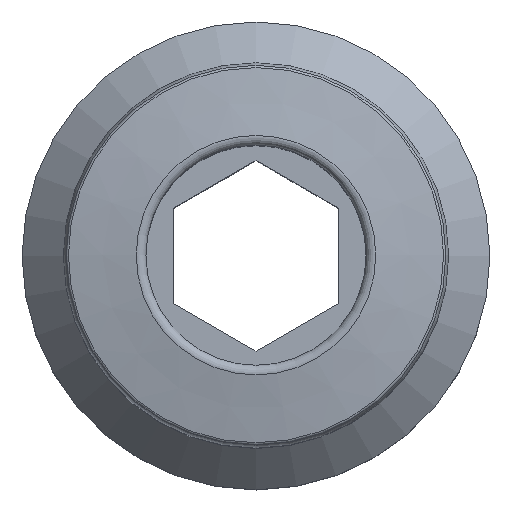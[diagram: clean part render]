
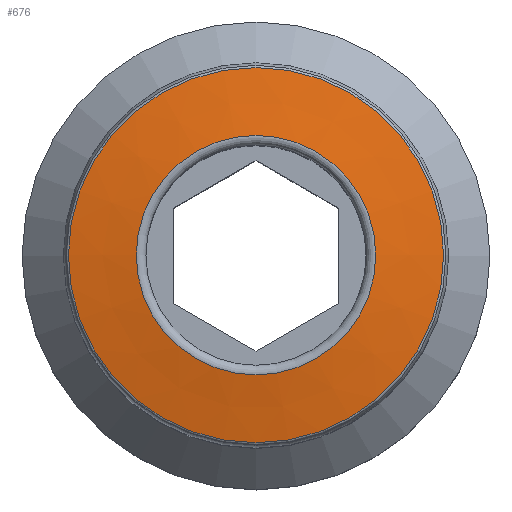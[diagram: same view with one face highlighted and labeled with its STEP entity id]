
A CAD part, top view. The second image highlights one B-rep face of the part: STEP entity #676.
In plain terms, the highlighted conical face has half-angle 80 degrees and reference radius 4.352 mm.
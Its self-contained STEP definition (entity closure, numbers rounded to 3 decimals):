
#20=CONICAL_SURFACE('',#721,4.352,1.396);
#44=CIRCLE('',#720,4.352);
#45=CIRCLE('',#722,6.817);
#111=ORIENTED_EDGE('',*,*,#189,.F.);
#112=ORIENTED_EDGE('',*,*,#188,.T.);
#188=EDGE_CURVE('',#228,#228,#44,.T.);
#189=EDGE_CURVE('',#229,#229,#45,.T.);
#228=VERTEX_POINT('',#983);
#229=VERTEX_POINT('',#986);
#290=EDGE_LOOP('',(#111));
#291=EDGE_LOOP('',(#112));
#354=FACE_BOUND('',#290,.T.);
#355=FACE_BOUND('',#291,.T.);
#676=ADVANCED_FACE('',(#354,#355),#20,.T.);
#720=AXIS2_PLACEMENT_3D('',#982,#811,#812);
#721=AXIS2_PLACEMENT_3D('',#984,#813,#814);
#722=AXIS2_PLACEMENT_3D('',#985,#815,#816);
#811=DIRECTION('',(0.,0.,-1.));
#812=DIRECTION('',(-1.,0.,0.));
#813=DIRECTION('',(0.,0.,-1.));
#814=DIRECTION('',(-1.,0.,0.));
#815=DIRECTION('',(0.,0.,-1.));
#816=DIRECTION('',(-1.,0.,0.));
#982=CARTESIAN_POINT('',(0.,0.,24.44));
#983=CARTESIAN_POINT('',(-4.352,0.,24.44));
#984=CARTESIAN_POINT('',(0.,0.,24.44));
#985=CARTESIAN_POINT('',(0.,0.,24.005));
#986=CARTESIAN_POINT('',(-6.817,0.,24.005));
